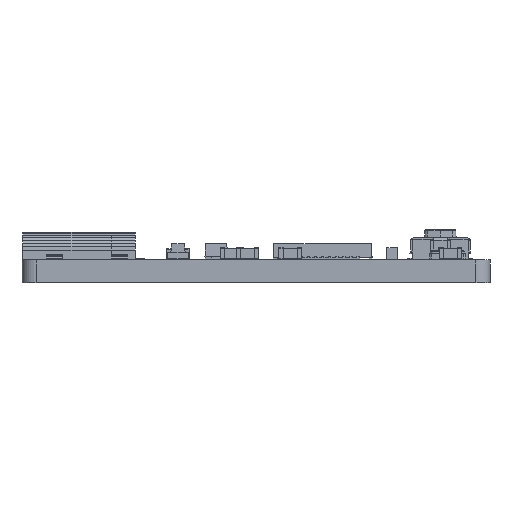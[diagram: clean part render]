
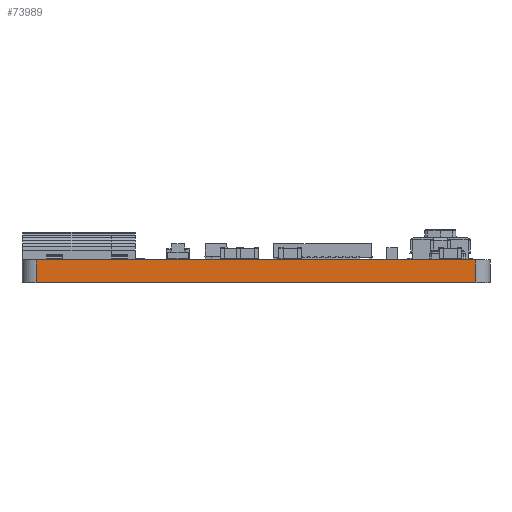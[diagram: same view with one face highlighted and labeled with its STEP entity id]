
A CAD part, front view. The second image highlights one B-rep face of the part: STEP entity #73989.
In plain terms, the highlighted planar face has unit normal (0, -1, 0).
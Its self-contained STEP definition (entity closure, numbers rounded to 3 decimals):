
#70112 = PLANE('',#70113);
#70113 = AXIS2_PLACEMENT_3D('',#70114,#70115,#70116);
#70114 = CARTESIAN_POINT('',(15.653,8.9,1.6));
#70115 = DIRECTION('',(-0.,-0.,-1.));
#70116 = DIRECTION('',(-1.,0.,0.));
#70171 = PLANE('',#70172);
#70172 = AXIS2_PLACEMENT_3D('',#70173,#70174,#70175);
#70173 = CARTESIAN_POINT('',(15.653,8.9,0.));
#70174 = DIRECTION('',(-0.,-0.,-1.));
#70175 = DIRECTION('',(-1.,0.,0.));
#70612 = VERTEX_POINT('',#70613);
#70613 = CARTESIAN_POINT('',(32.,-0.,0.));
#70632 = CYLINDRICAL_SURFACE('',#70633,1.);
#70633 = AXIS2_PLACEMENT_3D('',#70634,#70635,#70636);
#70634 = CARTESIAN_POINT('',(32.,1.,0.));
#70635 = DIRECTION('',(-0.,-0.,-1.));
#70636 = DIRECTION('',(1.,0.,-0.));
#70644 = EDGE_CURVE('',#70645,#70612,#70647,.T.);
#70645 = VERTEX_POINT('',#70646);
#70646 = CARTESIAN_POINT('',(1.,0.,0.));
#70647 = SURFACE_CURVE('',#70648,(#70652,#70659),.PCURVE_S1.);
#70648 = LINE('',#70649,#70650);
#70649 = CARTESIAN_POINT('',(1.,0.,0.));
#70650 = VECTOR('',#70651,1.);
#70651 = DIRECTION('',(1.,-0.,0.));
#70652 = PCURVE('',#70171,#70653);
#70653 = DEFINITIONAL_REPRESENTATION('',(#70654),#70658);
#70654 = LINE('',#70655,#70656);
#70655 = CARTESIAN_POINT('',(14.653,-8.9));
#70656 = VECTOR('',#70657,1.);
#70657 = DIRECTION('',(-1.,0.));
#70658 = ( GEOMETRIC_REPRESENTATION_CONTEXT(2) 
PARAMETRIC_REPRESENTATION_CONTEXT() REPRESENTATION_CONTEXT('2D SPACE',''
  ) );
#70659 = PCURVE('',#70660,#70665);
#70660 = PLANE('',#70661);
#70661 = AXIS2_PLACEMENT_3D('',#70662,#70663,#70664);
#70662 = CARTESIAN_POINT('',(1.,0.,0.));
#70663 = DIRECTION('',(0.,1.,-0.));
#70664 = DIRECTION('',(1.,-0.,0.));
#70665 = DEFINITIONAL_REPRESENTATION('',(#70666),#70670);
#70666 = LINE('',#70667,#70668);
#70667 = CARTESIAN_POINT('',(0.,0.));
#70668 = VECTOR('',#70669,1.);
#70669 = DIRECTION('',(1.,0.));
#70670 = ( GEOMETRIC_REPRESENTATION_CONTEXT(2) 
PARAMETRIC_REPRESENTATION_CONTEXT() REPRESENTATION_CONTEXT('2D SPACE',''
  ) );
#70693 = CYLINDRICAL_SURFACE('',#70694,1.);
#70694 = AXIS2_PLACEMENT_3D('',#70695,#70696,#70697);
#70695 = CARTESIAN_POINT('',(1.,1.,0.));
#70696 = DIRECTION('',(-0.,-0.,-1.));
#70697 = DIRECTION('',(1.,0.,-0.));
#72427 = VERTEX_POINT('',#72428);
#72428 = CARTESIAN_POINT('',(32.,0.,1.6));
#72454 = EDGE_CURVE('',#72455,#72427,#72457,.T.);
#72455 = VERTEX_POINT('',#72456);
#72456 = CARTESIAN_POINT('',(1.,0.,1.6));
#72457 = SURFACE_CURVE('',#72458,(#72462,#72469),.PCURVE_S1.);
#72458 = LINE('',#72459,#72460);
#72459 = CARTESIAN_POINT('',(1.,0.,1.6));
#72460 = VECTOR('',#72461,1.);
#72461 = DIRECTION('',(1.,-0.,0.));
#72462 = PCURVE('',#70112,#72463);
#72463 = DEFINITIONAL_REPRESENTATION('',(#72464),#72468);
#72464 = LINE('',#72465,#72466);
#72465 = CARTESIAN_POINT('',(14.653,-8.9));
#72466 = VECTOR('',#72467,1.);
#72467 = DIRECTION('',(-1.,0.));
#72468 = ( GEOMETRIC_REPRESENTATION_CONTEXT(2) 
PARAMETRIC_REPRESENTATION_CONTEXT() REPRESENTATION_CONTEXT('2D SPACE',''
  ) );
#72469 = PCURVE('',#70660,#72470);
#72470 = DEFINITIONAL_REPRESENTATION('',(#72471),#72475);
#72471 = LINE('',#72472,#72473);
#72472 = CARTESIAN_POINT('',(0.,-1.6));
#72473 = VECTOR('',#72474,1.);
#72474 = DIRECTION('',(1.,0.));
#72475 = ( GEOMETRIC_REPRESENTATION_CONTEXT(2) 
PARAMETRIC_REPRESENTATION_CONTEXT() REPRESENTATION_CONTEXT('2D SPACE',''
  ) );
#73941 = EDGE_CURVE('',#70645,#72455,#73942,.T.);
#73942 = SURFACE_CURVE('',#73943,(#73947,#73954),.PCURVE_S1.);
#73943 = LINE('',#73944,#73945);
#73944 = CARTESIAN_POINT('',(1.,0.,0.));
#73945 = VECTOR('',#73946,1.);
#73946 = DIRECTION('',(0.,0.,1.));
#73947 = PCURVE('',#70693,#73948);
#73948 = DEFINITIONAL_REPRESENTATION('',(#73949),#73953);
#73949 = LINE('',#73950,#73951);
#73950 = CARTESIAN_POINT('',(-4.712,0.));
#73951 = VECTOR('',#73952,1.);
#73952 = DIRECTION('',(-0.,-1.));
#73953 = ( GEOMETRIC_REPRESENTATION_CONTEXT(2) 
PARAMETRIC_REPRESENTATION_CONTEXT() REPRESENTATION_CONTEXT('2D SPACE',''
  ) );
#73954 = PCURVE('',#70660,#73955);
#73955 = DEFINITIONAL_REPRESENTATION('',(#73956),#73960);
#73956 = LINE('',#73957,#73958);
#73957 = CARTESIAN_POINT('',(0.,0.));
#73958 = VECTOR('',#73959,1.);
#73959 = DIRECTION('',(0.,-1.));
#73960 = ( GEOMETRIC_REPRESENTATION_CONTEXT(2) 
PARAMETRIC_REPRESENTATION_CONTEXT() REPRESENTATION_CONTEXT('2D SPACE',''
  ) );
#73989 = ADVANCED_FACE('',(#73990),#70660,.F.);
#73990 = FACE_BOUND('',#73991,.F.);
#73991 = EDGE_LOOP('',(#73992,#73993,#73994,#74015));
#73992 = ORIENTED_EDGE('',*,*,#73941,.T.);
#73993 = ORIENTED_EDGE('',*,*,#72454,.T.);
#73994 = ORIENTED_EDGE('',*,*,#73995,.F.);
#73995 = EDGE_CURVE('',#70612,#72427,#73996,.T.);
#73996 = SURFACE_CURVE('',#73997,(#74001,#74008),.PCURVE_S1.);
#73997 = LINE('',#73998,#73999);
#73998 = CARTESIAN_POINT('',(32.,-0.,0.));
#73999 = VECTOR('',#74000,1.);
#74000 = DIRECTION('',(0.,0.,1.));
#74001 = PCURVE('',#70660,#74002);
#74002 = DEFINITIONAL_REPRESENTATION('',(#74003),#74007);
#74003 = LINE('',#74004,#74005);
#74004 = CARTESIAN_POINT('',(31.,0.));
#74005 = VECTOR('',#74006,1.);
#74006 = DIRECTION('',(0.,-1.));
#74007 = ( GEOMETRIC_REPRESENTATION_CONTEXT(2) 
PARAMETRIC_REPRESENTATION_CONTEXT() REPRESENTATION_CONTEXT('2D SPACE',''
  ) );
#74008 = PCURVE('',#70632,#74009);
#74009 = DEFINITIONAL_REPRESENTATION('',(#74010),#74014);
#74010 = LINE('',#74011,#74012);
#74011 = CARTESIAN_POINT('',(-4.712,0.));
#74012 = VECTOR('',#74013,1.);
#74013 = DIRECTION('',(-0.,-1.));
#74014 = ( GEOMETRIC_REPRESENTATION_CONTEXT(2) 
PARAMETRIC_REPRESENTATION_CONTEXT() REPRESENTATION_CONTEXT('2D SPACE',''
  ) );
#74015 = ORIENTED_EDGE('',*,*,#70644,.F.);
